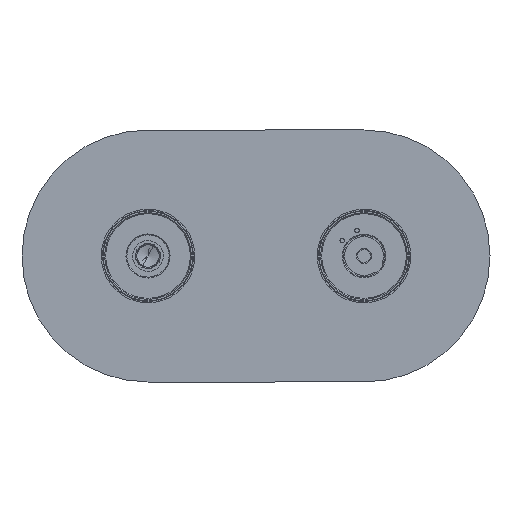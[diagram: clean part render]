
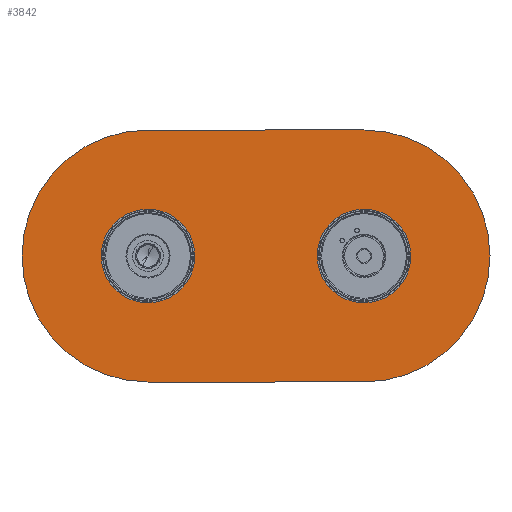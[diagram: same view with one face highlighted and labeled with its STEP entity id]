
A CAD part, front view. The second image highlights one B-rep face of the part: STEP entity #3842.
In plain terms, the highlighted planar face has unit normal (0, -1, 0).
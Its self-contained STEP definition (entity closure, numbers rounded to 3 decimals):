
#3581=AXIS2_PLACEMENT_3D('Circle Axis2P3D',#3579,#3580,$) ;
#3674=AXIS2_PLACEMENT_3D('Circle Axis2P3D',#3672,#3673,$) ;
#3698=AXIS2_PLACEMENT_3D('Circle Axis2P3D',#3696,#3697,$) ;
#3746=AXIS2_PLACEMENT_3D('Circle Axis2P3D',#3744,#3745,$) ;
#3794=AXIS2_PLACEMENT_3D('Circle Axis2P3D',#3792,#3793,$) ;
#3813=AXIS2_PLACEMENT_3D('Circle Axis2P3D',#3811,#3812,$) ;
#3826=AXIS2_PLACEMENT_3D('Plane Axis2P3D',#3823,#3824,#3825) ;
#3574=CARTESIAN_POINT('Vertex',(-82.817,0.,-12.465)) ;
#3579=CARTESIAN_POINT('Axis2P3D Location',(-60.,0.,0.)) ;
#3583=CARTESIAN_POINT('Vertex',(-37.183,0.,12.465)) ;
#3672=CARTESIAN_POINT('Axis2P3D Location',(-60.,0.,0.)) ;
#3693=CARTESIAN_POINT('Vertex',(60.,0.,70.)) ;
#3696=CARTESIAN_POINT('Axis2P3D Location',(60.,0.,0.)) ;
#3700=CARTESIAN_POINT('Vertex',(60.,0.,-70.)) ;
#3720=CARTESIAN_POINT('Line Origine',(0.,0.,-70.)) ;
#3724=CARTESIAN_POINT('Vertex',(-60.,0.,-70.)) ;
#3744=CARTESIAN_POINT('Axis2P3D Location',(-60.,0.,0.)) ;
#3748=CARTESIAN_POINT('Vertex',(-60.,0.,70.)) ;
#3768=CARTESIAN_POINT('Line Origine',(0.,0.,70.)) ;
#3789=CARTESIAN_POINT('Vertex',(37.183,0.,-12.465)) ;
#3792=CARTESIAN_POINT('Axis2P3D Location',(60.,0.,0.)) ;
#3796=CARTESIAN_POINT('Vertex',(82.817,0.,12.465)) ;
#3811=CARTESIAN_POINT('Axis2P3D Location',(60.,0.,0.)) ;
#3823=CARTESIAN_POINT('Axis2P3D Location',(0.,0.,0.)) ;
#3580=DIRECTION('Axis2P3D Direction',(0.,-1.,0.)) ;
#3673=DIRECTION('Axis2P3D Direction',(0.,-1.,0.)) ;
#3697=DIRECTION('Axis2P3D Direction',(0.,1.,-0.)) ;
#3721=DIRECTION('Vector Direction',(1.,0.,0.)) ;
#3745=DIRECTION('Axis2P3D Direction',(0.,1.,-0.)) ;
#3769=DIRECTION('Vector Direction',(-1.,0.,0.)) ;
#3793=DIRECTION('Axis2P3D Direction',(0.,-1.,0.)) ;
#3812=DIRECTION('Axis2P3D Direction',(0.,-1.,0.)) ;
#3824=DIRECTION('Axis2P3D Direction',(0.,1.,-0.)) ;
#3825=DIRECTION('Axis2P3D XDirection',(-1.,0.,0.)) ;
#3722=VECTOR('Line Direction',#3721,1.) ;
#3770=VECTOR('Line Direction',#3769,1.) ;
#3829=ORIENTED_EDGE('',*,*,#3772,.F.) ;
#3830=ORIENTED_EDGE('',*,*,#3750,.F.) ;
#3831=ORIENTED_EDGE('',*,*,#3726,.F.) ;
#3832=ORIENTED_EDGE('',*,*,#3702,.F.) ;
#3835=ORIENTED_EDGE('',*,*,#3585,.T.) ;
#3836=ORIENTED_EDGE('',*,*,#3676,.T.) ;
#3839=ORIENTED_EDGE('',*,*,#3798,.T.) ;
#3840=ORIENTED_EDGE('',*,*,#3815,.T.) ;
#3837=FACE_BOUND('',#3834,.T.) ;
#3841=FACE_BOUND('',#3838,.T.) ;
#3842=ADVANCED_FACE('PartBody',(#3833,#3837,#3841),#3827,.F.) ;
#3582=CIRCLE('generated circle',#3581,26.) ;
#3675=CIRCLE('generated circle',#3674,26.) ;
#3699=CIRCLE('generated circle',#3698,70.) ;
#3747=CIRCLE('generated circle',#3746,70.) ;
#3795=CIRCLE('generated circle',#3794,26.) ;
#3814=CIRCLE('generated circle',#3813,26.) ;
#3585=EDGE_CURVE('',#3584,#3575,#3582,.F.) ;
#3676=EDGE_CURVE('',#3575,#3584,#3675,.F.) ;
#3702=EDGE_CURVE('',#3694,#3701,#3699,.T.) ;
#3726=EDGE_CURVE('',#3701,#3725,#3723,.F.) ;
#3750=EDGE_CURVE('',#3725,#3749,#3747,.T.) ;
#3772=EDGE_CURVE('',#3749,#3694,#3771,.F.) ;
#3798=EDGE_CURVE('',#3797,#3790,#3795,.F.) ;
#3815=EDGE_CURVE('',#3790,#3797,#3814,.F.) ;
#3828=EDGE_LOOP('',(#3829,#3830,#3831,#3832)) ;
#3834=EDGE_LOOP('',(#3835,#3836)) ;
#3838=EDGE_LOOP('',(#3839,#3840)) ;
#3833=FACE_OUTER_BOUND('',#3828,.T.) ;
#3723=LINE('Line',#3720,#3722) ;
#3771=LINE('Line',#3768,#3770) ;
#3827=PLANE('',#3826) ;
#3575=VERTEX_POINT('',#3574) ;
#3584=VERTEX_POINT('',#3583) ;
#3694=VERTEX_POINT('',#3693) ;
#3701=VERTEX_POINT('',#3700) ;
#3725=VERTEX_POINT('',#3724) ;
#3749=VERTEX_POINT('',#3748) ;
#3790=VERTEX_POINT('',#3789) ;
#3797=VERTEX_POINT('',#3796) ;
